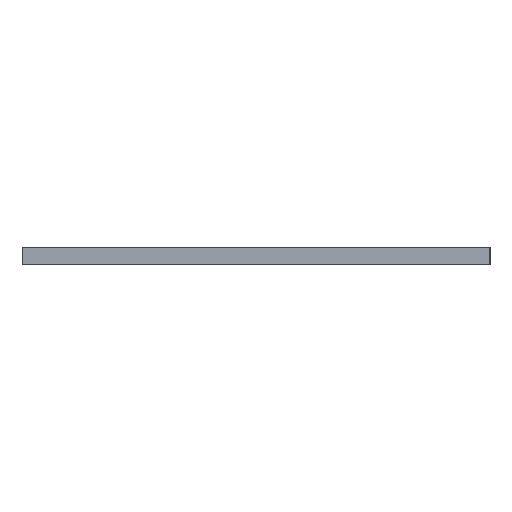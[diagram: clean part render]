
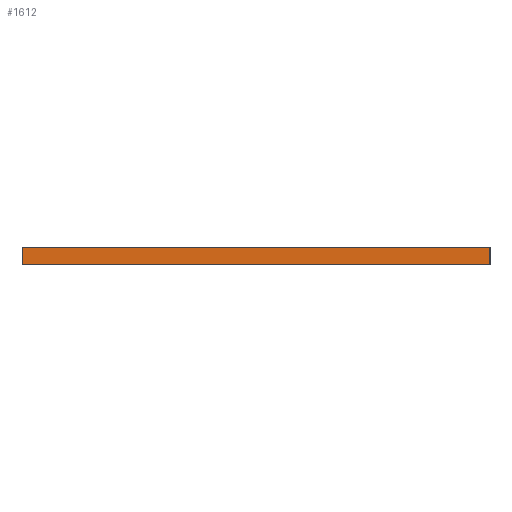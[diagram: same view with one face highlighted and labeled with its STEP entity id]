
A CAD part, left-side view. The second image highlights one B-rep face of the part: STEP entity #1612.
In plain terms, the highlighted planar face has unit normal (-1, 0, 0).
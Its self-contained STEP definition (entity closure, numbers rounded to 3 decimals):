
#41=PLANE('',#1657);
#332=FACE_OUTER_BOUND('',#432,.T.);
#432=EDGE_LOOP('',(#1502,#1503,#1504,#1505));
#527=LINE('',#2933,#625);
#531=LINE('',#2945,#629);
#532=LINE('',#2948,#630);
#533=LINE('',#2949,#631);
#625=VECTOR('',#1792,10.);
#629=VECTOR('',#1808,10.);
#630=VECTOR('',#1811,10.);
#631=VECTOR('',#1812,10.);
#797=VERTEX_POINT('',#2930);
#798=VERTEX_POINT('',#2932);
#799=VERTEX_POINT('',#2941);
#801=VERTEX_POINT('',#2947);
#1033=EDGE_CURVE('',#797,#798,#527,.T.);
#1037=EDGE_CURVE('',#799,#798,#531,.T.);
#1038=EDGE_CURVE('',#801,#799,#532,.T.);
#1039=EDGE_CURVE('',#801,#797,#533,.T.);
#1502=ORIENTED_EDGE('',*,*,#1038,.T.);
#1503=ORIENTED_EDGE('',*,*,#1037,.T.);
#1504=ORIENTED_EDGE('',*,*,#1033,.F.);
#1505=ORIENTED_EDGE('',*,*,#1039,.F.);
#1612=ADVANCED_FACE('',(#332),#41,.T.);
#1657=AXIS2_PLACEMENT_3D('',#2946,#1809,#1810);
#1792=DIRECTION('',(0.,-1.,0.));
#1808=DIRECTION('',(0.,0.,1.));
#1809=DIRECTION('center_axis',(-1.,0.,0.));
#1810=DIRECTION('ref_axis',(0.,-1.,0.));
#1811=DIRECTION('',(0.,-1.,0.));
#1812=DIRECTION('',(0.,0.,1.));
#2930=CARTESIAN_POINT('',(-135.,27.5,2.));
#2932=CARTESIAN_POINT('',(-135.,-27.5,2.));
#2933=CARTESIAN_POINT('',(-135.,27.5,2.));
#2941=CARTESIAN_POINT('',(-135.,-27.5,0.));
#2945=CARTESIAN_POINT('',(-135.,-27.5,0.));
#2946=CARTESIAN_POINT('Origin',(-135.,27.5,0.));
#2947=CARTESIAN_POINT('',(-135.,27.5,0.));
#2948=CARTESIAN_POINT('',(-135.,27.5,0.));
#2949=CARTESIAN_POINT('',(-135.,27.5,0.));
